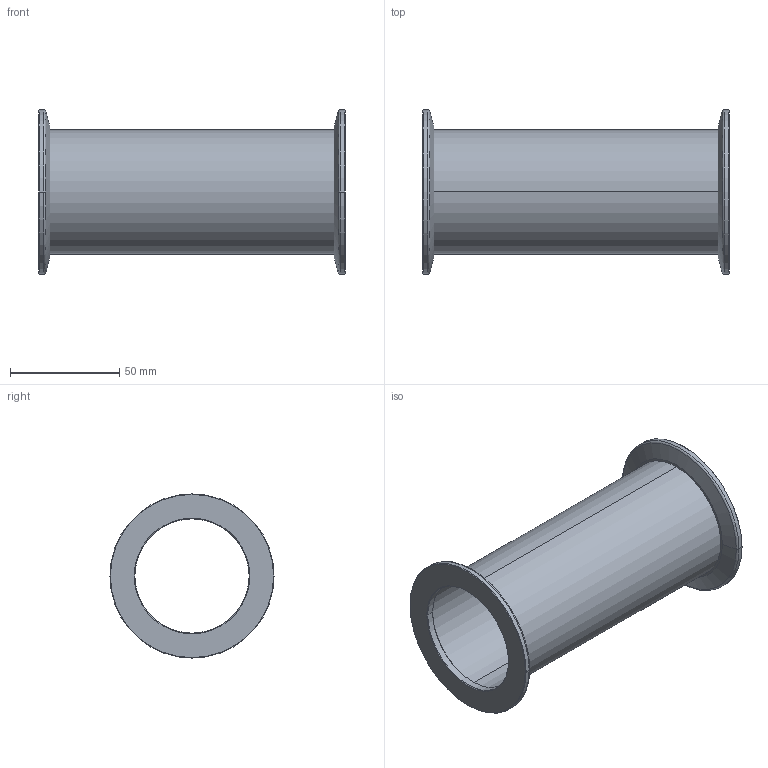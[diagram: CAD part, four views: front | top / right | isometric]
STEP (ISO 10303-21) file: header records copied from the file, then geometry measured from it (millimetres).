
FILE_DESCRIPTION (( 'STEP AP214' ), '1' );
FILE_NAME ('Hositrad_KS50-57.STEP', '2016-10-05T13:07:56', ( '' ), ( '' ), 'SwSTEP 2.0', 'SolidWorks 2016', '' );
FILE_SCHEMA (( 'AUTOMOTIVE_DESIGN' ));
Length unit declared in the file: millimetre
Products named in the file (3): KF50WS_KF50-57; Tube 57-All_Tube 57-L133; Hositrad_KS50-57
Assembly tree (3 placements, depth 2):
  Hositrad_KS50-57
    Tube 57-All_Tube 57-L133
    KF50WS_KF50-57  x2
Bounding box: 140 x 75 x 75 mm (x, y, z)
Volume: 64101.1 mm3; surface area: 58784.5 mm2
Topology: 3 solids, 3 shells, 40 faces, 80 edges, 48 vertices
Faces by surface type: cylinder 16, cone 12, plane 8, torus 4
Entity records: 732 total; most frequent: DIRECTION 134, CARTESIAN_POINT 103, ORIENTED_EDGE 92, AXIS2_PLACEMENT_3D 59, EDGE_CURVE 46, CIRCLE 30, EDGE_LOOP 28, VERTEX_POINT 28
